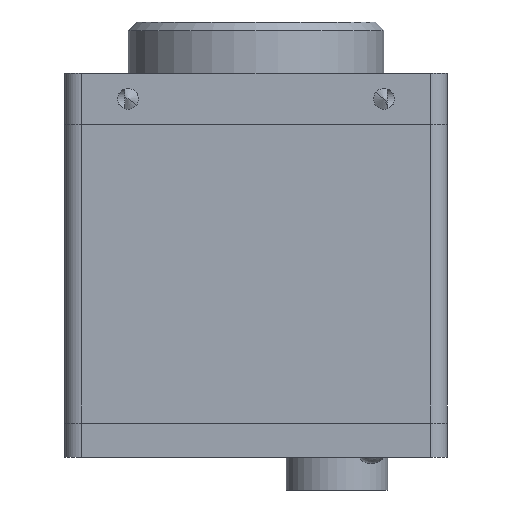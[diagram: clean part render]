
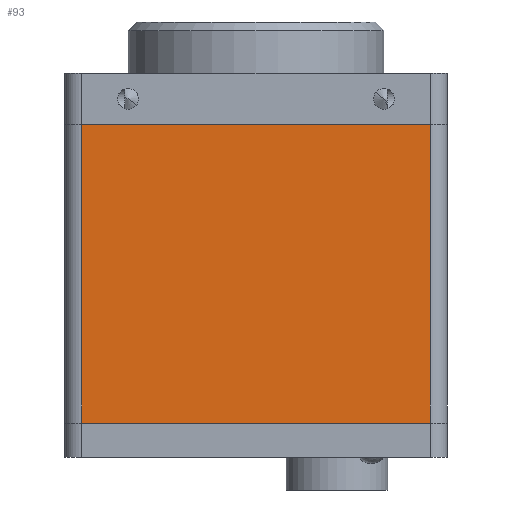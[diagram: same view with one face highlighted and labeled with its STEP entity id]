
A CAD part, front view. The second image highlights one B-rep face of the part: STEP entity #93.
In plain terms, the highlighted planar face has unit normal (0, -1, 0).
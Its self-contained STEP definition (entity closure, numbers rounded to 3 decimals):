
#3 = VERTEX_POINT ( 'NONE', #1173 ) ;
#76 = ORIENTED_EDGE ( 'NONE', *, *, #96, .F. ) ;
#82 = EDGE_CURVE ( 'NONE', #153, #84, #1501, .T. ) ;
#84 = VERTEX_POINT ( 'NONE', #1503 ) ;
#93 = ADVANCED_FACE ( 'NONE', ( #1507 ), #1483, .T. ) ;
#94 = VERTEX_POINT ( 'NONE', #1492 ) ;
#95 = ORIENTED_EDGE ( 'NONE', *, *, #82, .T. ) ;
#96 = EDGE_CURVE ( 'NONE', #94, #84, #1474, .T. ) ;
#97 = EDGE_LOOP ( 'NONE', ( #95, #76, #165, #116 ) ) ;
#116 = ORIENTED_EDGE ( 'NONE', *, *, #179, .F. ) ;
#130 = EDGE_CURVE ( 'NONE', #3, #94, #1534, .T. ) ;
#153 = VERTEX_POINT ( 'NONE', #1578 ) ;
#165 = ORIENTED_EDGE ( 'NONE', *, *, #130, .F. ) ;
#179 = EDGE_CURVE ( 'NONE', #153, #3, #1620, .T. ) ;
#1173 = CARTESIAN_POINT ( 'NONE',  ( -20.4, -15.7, -47.01 ) ) ;
#1465 = DIRECTION ( 'NONE',  ( 0., 0., 1. ) ) ;
#1466 = VECTOR ( 'NONE', #1465, 1000. ) ;
#1471 = DIRECTION ( 'NONE',  ( -1., 0., 0. ) ) ;
#1472 = DIRECTION ( 'NONE',  ( 0., -1., 0. ) ) ;
#1473 = CARTESIAN_POINT ( 'NONE',  ( -24.64, -15.7, -12.01 ) ) ;
#1474 = LINE ( 'NONE', #1473, #1490 ) ;
#1479 = AXIS2_PLACEMENT_3D ( 'NONE', #1497, #1472, #1471 ) ;
#1483 = PLANE ( 'NONE',  #1479 ) ;
#1489 = DIRECTION ( 'NONE',  ( 1., 0., 0. ) ) ;
#1490 = VECTOR ( 'NONE', #1489, 1000. ) ;
#1492 = CARTESIAN_POINT ( 'NONE',  ( -20.4, -15.7, -12.01 ) ) ;
#1497 = CARTESIAN_POINT ( 'NONE',  ( 22.44, -15.7, -10.26 ) ) ;
#1500 = CARTESIAN_POINT ( 'NONE',  ( 20.4, -15.7, -10.26 ) ) ;
#1501 = LINE ( 'NONE', #1500, #1466 ) ;
#1503 = CARTESIAN_POINT ( 'NONE',  ( 20.4, -15.7, -12.01 ) ) ;
#1507 = FACE_OUTER_BOUND ( 'NONE', #97, .T. ) ;
#1534 = LINE ( 'NONE', #1537, #1536 ) ;
#1536 = VECTOR ( 'NONE', #1558, 1000. ) ;
#1537 = CARTESIAN_POINT ( 'NONE',  ( -20.4, -15.7, -29.51 ) ) ;
#1558 = DIRECTION ( 'NONE',  ( 0., 0., 1. ) ) ;
#1578 = CARTESIAN_POINT ( 'NONE',  ( 20.4, -15.7, -47.01 ) ) ;
#1620 = LINE ( 'NONE', #1644, #1643 ) ;
#1642 = DIRECTION ( 'NONE',  ( -1., 0., 0. ) ) ;
#1643 = VECTOR ( 'NONE', #1642, 1000. ) ;
#1644 = CARTESIAN_POINT ( 'NONE',  ( -24.64, -15.7, -47.01 ) ) ;
